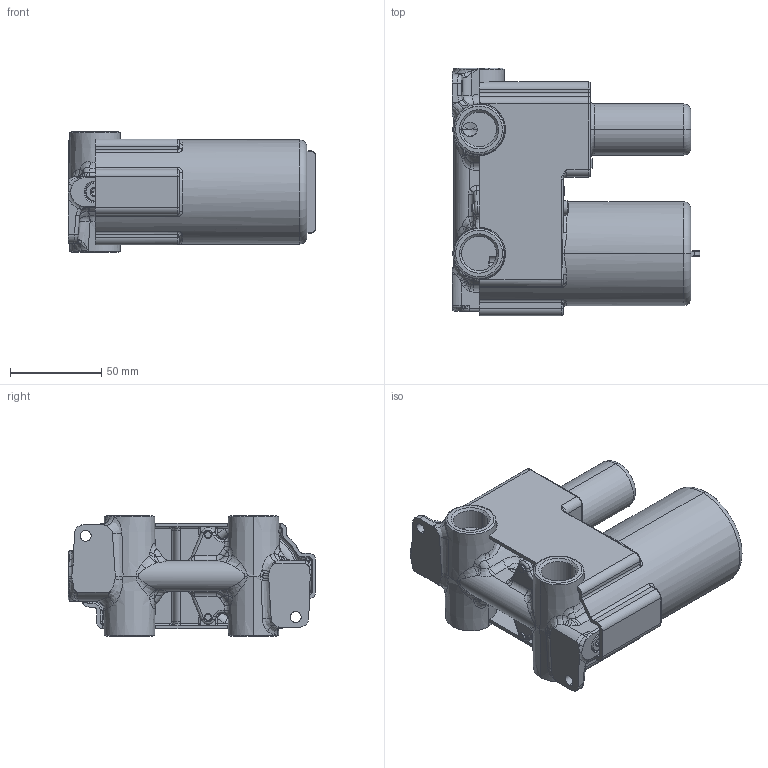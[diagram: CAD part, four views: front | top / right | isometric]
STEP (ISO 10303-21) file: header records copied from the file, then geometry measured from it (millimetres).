
FILE_DESCRIPTION((''),'2;1');
FILE_NAME('INC01935CR','2021-11-04T11:56:07',('ut3'),('PAFFONI SpA'),'CREO PARAMETRIC BY PTC INC, 2020044','CREO PARAMETRIC BY PTC INC, 2020044','');
FILE_SCHEMA(('CONFIG_CONTROL_DESIGN','SHAPE_APPEARANCE_LAYERS_GROUPS'));
Products named in the file (1): INC01935CR
Bounding box: 135.8 x 135.5 x 66 mm (x, y, z)
Volume: 311128.1 mm3; surface area: 167310.4 mm2
Topology: 2 solids, 2 shells, 1928 faces, 5005 edges, 3117 vertices
Faces by surface type: plane 792, cylinder 474, bspline 204, torus 173, cone 129, extrusion 127, sphere 29
Entity records: 87706 total; most frequent: CARTESIAN_POINT 28766, ORIENTED_EDGE 9966, DIRECTION 8473, EDGE_CURVE 4983, VERTEX_POINT 3117, AXIS2_PLACEMENT_3D 3028, VECTOR 2417, LINE 2290
